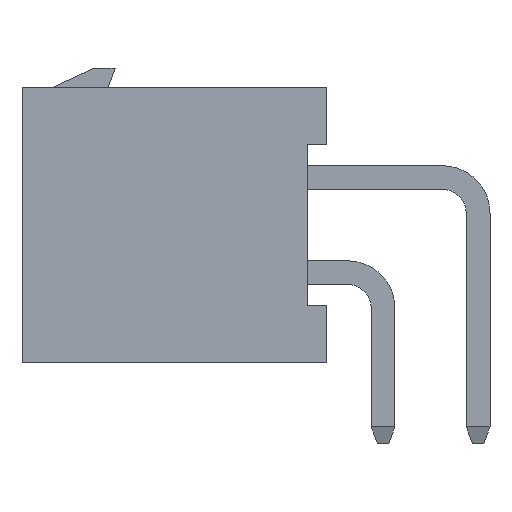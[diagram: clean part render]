
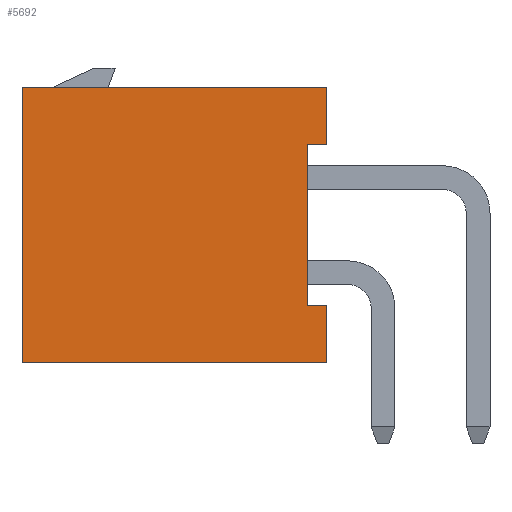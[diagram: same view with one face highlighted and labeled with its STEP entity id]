
A CAD part, left-side view. The second image highlights one B-rep face of the part: STEP entity #5692.
In plain terms, the highlighted planar face has unit normal (-1, 0, 0).
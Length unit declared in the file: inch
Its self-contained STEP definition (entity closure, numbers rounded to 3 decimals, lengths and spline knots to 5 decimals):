
#73 = CARTESIAN_POINT ( 'NONE',  ( -0.18, -0.02, -0.145 ) ) ;
#844 = DIRECTION ( 'NONE',  ( 0., 0., -1. ) ) ;
#925 = DIRECTION ( 'NONE',  ( 0., 1., 0. ) ) ;
#927 = CARTESIAN_POINT ( 'NONE',  ( -0.18, -0.02, 0.085 ) ) ;
#933 = DIRECTION ( 'NONE',  ( 0., 0., 1. ) ) ;
#935 = CARTESIAN_POINT ( 'NONE',  ( -0.18, 0., -0.145 ) ) ;
#967 = CARTESIAN_POINT ( 'NONE',  ( -0.18, 0.3, -0.145 ) ) ;
#970 = DIRECTION ( 'NONE',  ( 0., 0., 1. ) ) ;
#1493 = DIRECTION ( 'NONE',  ( 0., -1., 0. ) ) ;
#1495 = CARTESIAN_POINT ( 'NONE',  ( -0.18, 0.3, 0.145 ) ) ;
#1509 = DIRECTION ( 'NONE',  ( 0., 0., -1. ) ) ;
#1546 = CARTESIAN_POINT ( 'NONE',  ( -0.18, -0.02, 0.145 ) ) ;
#1753 = DIRECTION ( 'NONE',  ( 0., -1., 0. ) ) ;
#1778 = CARTESIAN_POINT ( 'NONE',  ( -0.18, 0.3, -0.145 ) ) ;
#1856 = DIRECTION ( 'NONE',  ( 0., 1., 0. ) ) ;
#1864 = CARTESIAN_POINT ( 'NONE',  ( -0.18, -0.02, -0.085 ) ) ;
#2058 = ORIENTED_EDGE ( 'NONE', *, *, #4281, .F. ) ;
#2096 = LINE ( 'NONE', #935, #2575 ) ;
#2106 = LINE ( 'NONE', #967, #2501 ) ;
#2175 = ORIENTED_EDGE ( 'NONE', *, *, #3864, .F. ) ;
#2304 = LINE ( 'NONE', #1778, #2715 ) ;
#2367 = ORIENTED_EDGE ( 'NONE', *, *, #3807, .T. ) ;
#2477 = ORIENTED_EDGE ( 'NONE', *, *, #3811, .F. ) ;
#2501 = VECTOR ( 'NONE', #970, 39.37008 ) ;
#2575 = VECTOR ( 'NONE', #933, 39.37008 ) ;
#2624 = ORIENTED_EDGE ( 'NONE', *, *, #3894, .T. ) ;
#2701 = VECTOR ( 'NONE', #925, 39.37008 ) ;
#2703 = LINE ( 'NONE', #927, #2701 ) ;
#2705 = ORIENTED_EDGE ( 'NONE', *, *, #4028, .F. ) ;
#2715 = VECTOR ( 'NONE', #1753, 39.37008 ) ;
#2844 = ORIENTED_EDGE ( 'NONE', *, *, #3791, .F. ) ;
#2927 = ORIENTED_EDGE ( 'NONE', *, *, #3837, .T. ) ;
#3137 = CARTESIAN_POINT ( 'NONE',  ( -0.18, -0.02, -0.085 ) ) ;
#3252 = CARTESIAN_POINT ( 'NONE',  ( -0.18, 0., 0.085 ) ) ;
#3281 = CARTESIAN_POINT ( 'NONE',  ( -0.18, -0.02, 0.085 ) ) ;
#3312 = CARTESIAN_POINT ( 'NONE',  ( -0.18, -0.02, -0.145 ) ) ;
#3370 = CARTESIAN_POINT ( 'NONE',  ( -0.18, 0.3, -0.145 ) ) ;
#3429 = CARTESIAN_POINT ( 'NONE',  ( -0.18, 0.3, 0.145 ) ) ;
#3497 = CARTESIAN_POINT ( 'NONE',  ( -0.18, -0.02, 0.145 ) ) ;
#3536 = DIRECTION ( 'NONE',  ( 0., 0., -1. ) ) ;
#3544 = DIRECTION ( 'NONE',  ( 1., 0., 0. ) ) ;
#3550 = PLANE ( 'NONE',  #5914 ) ;
#3585 = CARTESIAN_POINT ( 'NONE',  ( -0.18, 0.3, -0.145 ) ) ;
#3654 = CARTESIAN_POINT ( 'NONE',  ( -0.18, 0., -0.085 ) ) ;
#3791 = EDGE_CURVE ( 'NONE', #6660, #6550, #2106, .T. ) ;
#3807 = EDGE_CURVE ( 'NONE', #6141, #6862, #2096, .T. ) ;
#3811 = EDGE_CURVE ( 'NONE', #6806, #6862, #2703, .T. ) ;
#3837 = EDGE_CURVE ( 'NONE', #6660, #6748, #2304, .T. ) ;
#3864 = EDGE_CURVE ( 'NONE', #6435, #6806, #4455, .T. ) ;
#3894 = EDGE_CURVE ( 'NONE', #6111, #6141, #4777, .T. ) ;
#4028 = EDGE_CURVE ( 'NONE', #6550, #6435, #4625, .T. ) ;
#4281 = EDGE_CURVE ( 'NONE', #6111, #6748, #5434, .T. ) ;
#4339 = VECTOR ( 'NONE', #1856, 39.37008 ) ;
#4356 = VECTOR ( 'NONE', #844, 39.37008 ) ;
#4455 = LINE ( 'NONE', #1546, #4482 ) ;
#4482 = VECTOR ( 'NONE', #1509, 39.37008 ) ;
#4625 = LINE ( 'NONE', #1495, #4706 ) ;
#4706 = VECTOR ( 'NONE', #1493, 39.37008 ) ;
#4751 = FACE_OUTER_BOUND ( 'NONE', #6098, .T. ) ;
#4777 = LINE ( 'NONE', #1864, #4339 ) ;
#5434 = LINE ( 'NONE', #73, #4356 ) ;
#5692 = ADVANCED_FACE ( 'NONE', ( #4751 ), #3550, .F. ) ;
#5914 = AXIS2_PLACEMENT_3D ( 'NONE', #3585, #3544, #3536 ) ;
#6098 = EDGE_LOOP ( 'NONE', ( #2927, #2058, #2624, #2367, #2477, #2175, #2705, #2844 ) ) ;
#6111 = VERTEX_POINT ( 'NONE', #3137 ) ;
#6141 = VERTEX_POINT ( 'NONE', #3654 ) ;
#6435 = VERTEX_POINT ( 'NONE', #3497 ) ;
#6550 = VERTEX_POINT ( 'NONE', #3429 ) ;
#6660 = VERTEX_POINT ( 'NONE', #3370 ) ;
#6748 = VERTEX_POINT ( 'NONE', #3312 ) ;
#6806 = VERTEX_POINT ( 'NONE', #3281 ) ;
#6862 = VERTEX_POINT ( 'NONE', #3252 ) ;
